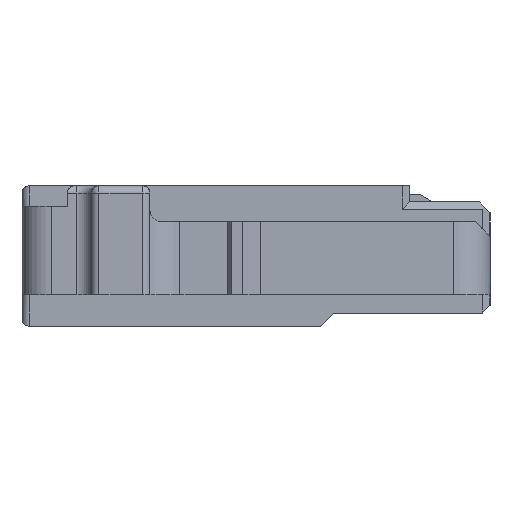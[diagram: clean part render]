
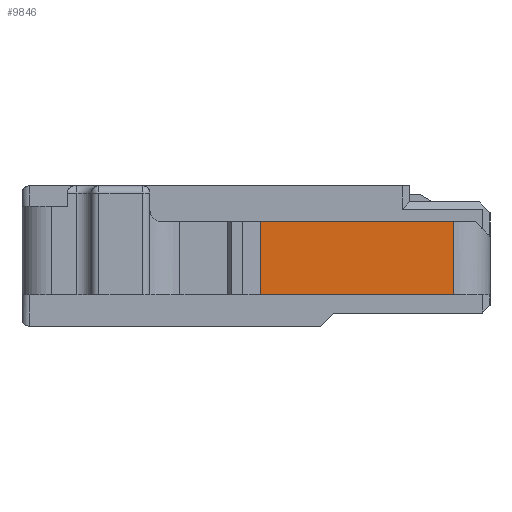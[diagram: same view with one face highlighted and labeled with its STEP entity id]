
A CAD part, left-side view. The second image highlights one B-rep face of the part: STEP entity #9846.
In plain terms, the highlighted planar face has unit normal (-1, 0, 0).
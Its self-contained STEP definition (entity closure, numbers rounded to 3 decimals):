
#1158=DIRECTION('',(0.,0.,1.));
#1159=VECTOR('',#1158,1.);
#1160=CARTESIAN_POINT('',(-5.775,-2.7,-0.53));
#1161=LINE('',#1160,#1159);
#3307=DIRECTION('',(0.,-1.,0.));
#3308=VECTOR('',#3307,2.64);
#3309=CARTESIAN_POINT('',(-5.775,-0.06,-0.53));
#3310=LINE('',#3309,#3308);
#3311=DIRECTION('',(0.,0.,1.));
#3312=VECTOR('',#3311,1.);
#3313=CARTESIAN_POINT('',(-5.775,-0.06,-0.53));
#3314=LINE('',#3313,#3312);
#3315=DIRECTION('',(0.,-1.,0.));
#3316=VECTOR('',#3315,2.64);
#3317=CARTESIAN_POINT('',(-5.775,-0.06,0.47));
#3318=LINE('',#3317,#3316);
#4195=CARTESIAN_POINT('',(-5.775,-0.06,0.47));
#4196=VERTEX_POINT('',#4195);
#4197=CARTESIAN_POINT('',(-5.775,-2.7,0.47));
#4198=VERTEX_POINT('',#4197);
#4265=CARTESIAN_POINT('',(-5.775,-0.06,-0.53));
#4266=VERTEX_POINT('',#4265);
#4267=CARTESIAN_POINT('',(-5.775,-2.7,-0.53));
#4268=VERTEX_POINT('',#4267);
#9835=CARTESIAN_POINT('',(-5.775,-0.06,-0.96));
#9836=DIRECTION('',(-1.,0.,0.));
#9837=DIRECTION('',(0.,-1.,0.));
#9838=AXIS2_PLACEMENT_3D('',#9835,#9836,#9837);
#9839=PLANE('',#9838);
#9840=ORIENTED_EDGE('',*,*,#5785,.F.);
#9841=ORIENTED_EDGE('',*,*,#9830,.T.);
#9842=ORIENTED_EDGE('',*,*,#5651,.T.);
#9843=ORIENTED_EDGE('',*,*,#6939,.F.);
#9844=EDGE_LOOP('',(#9840,#9841,#9842,#9843));
#9845=FACE_OUTER_BOUND('',#9844,.F.);
#9846=ADVANCED_FACE('',(#9845),#9839,.T.);
#5651=EDGE_CURVE('',#4196,#4198,#3318,.T.);
#5785=EDGE_CURVE('',#4266,#4268,#3310,.T.);
#6939=EDGE_CURVE('',#4268,#4198,#1161,.T.);
#9830=EDGE_CURVE('',#4266,#4196,#3314,.T.);
